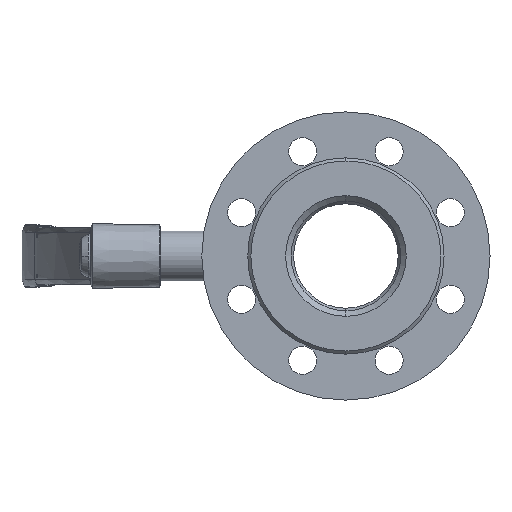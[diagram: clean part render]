
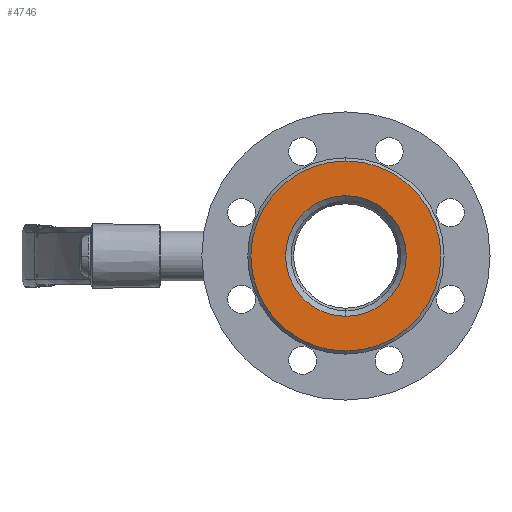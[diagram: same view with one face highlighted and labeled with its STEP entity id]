
A CAD part, left-side view. The second image highlights one B-rep face of the part: STEP entity #4746.
In plain terms, the highlighted planar face has unit normal (-1, 0, 0).
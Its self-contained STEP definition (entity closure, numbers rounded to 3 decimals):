
#50 = VERTEX_POINT ( 'NONE', #4032 ) ;
#502 = DIRECTION ( 'NONE',  ( 0., 0., 1. ) ) ;
#782 = DIRECTION ( 'NONE',  ( -1., 0., 0. ) ) ;
#1525 = DIRECTION ( 'NONE',  ( 0., 0., 1. ) ) ;
#2355 = CIRCLE ( 'NONE', #60855, 38.75 ) ;
#2473 = DIRECTION ( 'NONE',  ( 1., 0., 0. ) ) ;
#3623 = CARTESIAN_POINT ( 'NONE',  ( -145., 0., 38.75 ) ) ;
#4032 = CARTESIAN_POINT ( 'NONE',  ( -145., 0., 61. ) ) ;
#4746 = ADVANCED_FACE ( 'NONE', ( #6267, #25549 ), #50191, .F. ) ;
#5240 = VERTEX_POINT ( 'NONE', #3623 ) ;
#5724 = ORIENTED_EDGE ( 'NONE', *, *, #25065, .F. ) ;
#6267 = FACE_BOUND ( 'NONE', #40725, .T. ) ;
#6963 = AXIS2_PLACEMENT_3D ( 'NONE', #54892, #39749, #1525 ) ;
#7803 = CARTESIAN_POINT ( 'NONE',  ( -145., 38.75, 0. ) ) ;
#12422 = ORIENTED_EDGE ( 'NONE', *, *, #25935, .T. ) ;
#14018 = DIRECTION ( 'NONE',  ( 0., 0., 1. ) ) ;
#15277 = VERTEX_POINT ( 'NONE', #44874 ) ;
#19063 = ORIENTED_EDGE ( 'NONE', *, *, #34056, .F. ) ;
#20087 = CIRCLE ( 'NONE', #6963, 38.75 ) ;
#21119 = CIRCLE ( 'NONE', #26189, 61. ) ;
#21711 = DIRECTION ( 'NONE',  ( 0., 0., -1. ) ) ;
#24240 = ORIENTED_EDGE ( 'NONE', *, *, #26140, .T. ) ;
#24810 = CARTESIAN_POINT ( 'NONE',  ( -145., 0., 0. ) ) ;
#25065 = EDGE_CURVE ( 'NONE', #5240, #25858, #20087, .T. ) ;
#25549 = FACE_OUTER_BOUND ( 'NONE', #48839, .T. ) ;
#25858 = VERTEX_POINT ( 'NONE', #46341 ) ;
#25935 = EDGE_CURVE ( 'NONE', #50, #15277, #46300, .T. ) ;
#26052 = AXIS2_PLACEMENT_3D ( 'NONE', #7803, #2473, #21711 ) ;
#26140 = EDGE_CURVE ( 'NONE', #15277, #50, #21119, .T. ) ;
#26189 = AXIS2_PLACEMENT_3D ( 'NONE', #34250, #43075, #43706 ) ;
#34056 = EDGE_CURVE ( 'NONE', #25858, #5240, #2355, .T. ) ;
#34250 = CARTESIAN_POINT ( 'NONE',  ( -145., 0., 0. ) ) ;
#39749 = DIRECTION ( 'NONE',  ( -1., 0., 0. ) ) ;
#40725 = EDGE_LOOP ( 'NONE', ( #5724, #19063 ) ) ;
#43075 = DIRECTION ( 'NONE',  ( -1., 0., 0. ) ) ;
#43706 = DIRECTION ( 'NONE',  ( 0., 0., 1. ) ) ;
#44427 = DIRECTION ( 'NONE',  ( -1., 0., 0. ) ) ;
#44874 = CARTESIAN_POINT ( 'NONE',  ( -145., 0., -61. ) ) ;
#46300 = CIRCLE ( 'NONE', #54393, 61. ) ;
#46341 = CARTESIAN_POINT ( 'NONE',  ( -145., 0., -38.75 ) ) ;
#47870 = CARTESIAN_POINT ( 'NONE',  ( -145., 0., 0. ) ) ;
#48839 = EDGE_LOOP ( 'NONE', ( #24240, #12422 ) ) ;
#50191 = PLANE ( 'NONE',  #26052 ) ;
#54393 = AXIS2_PLACEMENT_3D ( 'NONE', #24810, #44427, #502 ) ;
#54892 = CARTESIAN_POINT ( 'NONE',  ( -145., 0., 0. ) ) ;
#60855 = AXIS2_PLACEMENT_3D ( 'NONE', #47870, #782, #14018 ) ;
